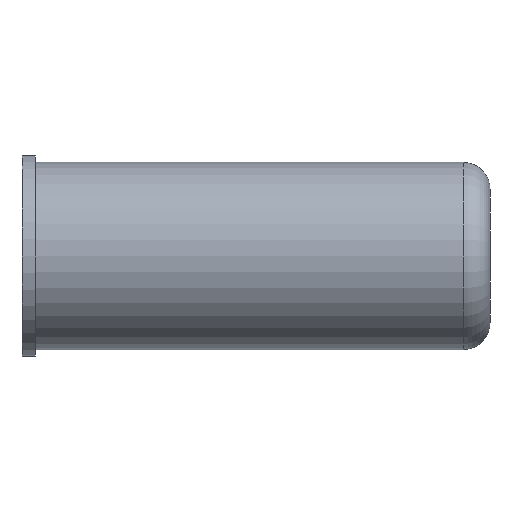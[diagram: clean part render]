
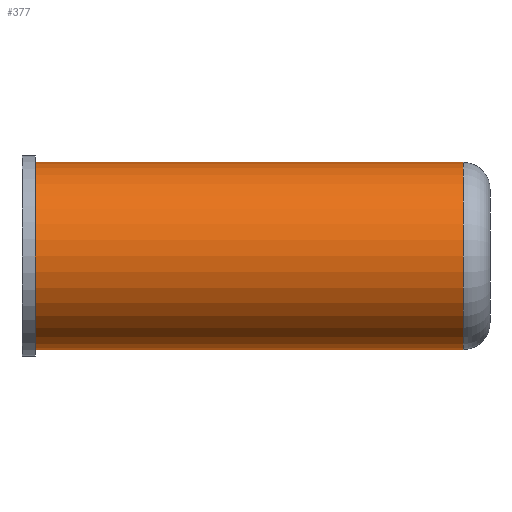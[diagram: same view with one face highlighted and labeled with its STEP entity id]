
A CAD part, left-side view. The second image highlights one B-rep face of the part: STEP entity #377.
In plain terms, the highlighted cylindrical face has radius 7 mm (diameter 14 mm), a partial arc.
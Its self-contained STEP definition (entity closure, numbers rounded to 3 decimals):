
#3 = FACE_OUTER_BOUND ( 'NONE', #205, .T. ) ;
#9 = VECTOR ( 'NONE', #97, 1000. ) ;
#11 = VERTEX_POINT ( 'NONE', #63 ) ;
#19 = CARTESIAN_POINT ( 'NONE',  ( 0., 34., 7. ) ) ;
#20 = EDGE_CURVE ( 'NONE', #41, #425, #83, .T. ) ;
#41 = VERTEX_POINT ( 'NONE', #19 ) ;
#55 = CYLINDRICAL_SURFACE ( 'NONE', #65, 7. ) ;
#56 = CIRCLE ( 'NONE', #219, 7. ) ;
#63 = CARTESIAN_POINT ( 'NONE',  ( 0., 2., -7. ) ) ;
#65 = AXIS2_PLACEMENT_3D ( 'NONE', #309, #233, #302 ) ;
#80 = DIRECTION ( 'NONE',  ( 0., -1., 0. ) ) ;
#83 = LINE ( 'NONE', #319, #9 ) ;
#87 = VECTOR ( 'NONE', #94, 1000. ) ;
#94 = DIRECTION ( 'NONE',  ( 0., -1., 0. ) ) ;
#97 = DIRECTION ( 'NONE',  ( 0., -1., 0. ) ) ;
#112 = CARTESIAN_POINT ( 'NONE',  ( 0., 34., -7. ) ) ;
#113 = EDGE_CURVE ( 'NONE', #221, #11, #171, .T. ) ;
#127 = CARTESIAN_POINT ( 'NONE',  ( 0., 0., -7. ) ) ;
#141 = ORIENTED_EDGE ( 'NONE', *, *, #113, .T. ) ;
#171 = LINE ( 'NONE', #127, #87 ) ;
#202 = CARTESIAN_POINT ( 'NONE',  ( 0., 34., 0. ) ) ;
#204 = ORIENTED_EDGE ( 'NONE', *, *, #20, .F. ) ;
#205 = EDGE_LOOP ( 'NONE', ( #204, #295, #141, #257 ) ) ;
#219 = AXIS2_PLACEMENT_3D ( 'NONE', #393, #80, #300 ) ;
#221 = VERTEX_POINT ( 'NONE', #112 ) ;
#233 = DIRECTION ( 'NONE',  ( 0., -1., 0. ) ) ;
#247 = EDGE_CURVE ( 'NONE', #425, #11, #56, .T. ) ;
#252 = CIRCLE ( 'NONE', #380, 7. ) ;
#257 = ORIENTED_EDGE ( 'NONE', *, *, #247, .F. ) ;
#273 = EDGE_CURVE ( 'NONE', #41, #221, #252, .T. ) ;
#295 = ORIENTED_EDGE ( 'NONE', *, *, #273, .T. ) ;
#300 = DIRECTION ( 'NONE',  ( 0., 0., -1. ) ) ;
#302 = DIRECTION ( 'NONE',  ( 0., 0., -1. ) ) ;
#309 = CARTESIAN_POINT ( 'NONE',  ( 0., 0., 0. ) ) ;
#312 = CARTESIAN_POINT ( 'NONE',  ( 0., 2., 7. ) ) ;
#319 = CARTESIAN_POINT ( 'NONE',  ( 0., 0., 7. ) ) ;
#331 = DIRECTION ( 'NONE',  ( 0., -1., 0. ) ) ;
#363 = DIRECTION ( 'NONE',  ( 0., 0., -1. ) ) ;
#377 = ADVANCED_FACE ( 'NONE', ( #3 ), #55, .T. ) ;
#380 = AXIS2_PLACEMENT_3D ( 'NONE', #202, #331, #363 ) ;
#393 = CARTESIAN_POINT ( 'NONE',  ( 0., 2., 0. ) ) ;
#425 = VERTEX_POINT ( 'NONE', #312 ) ;
